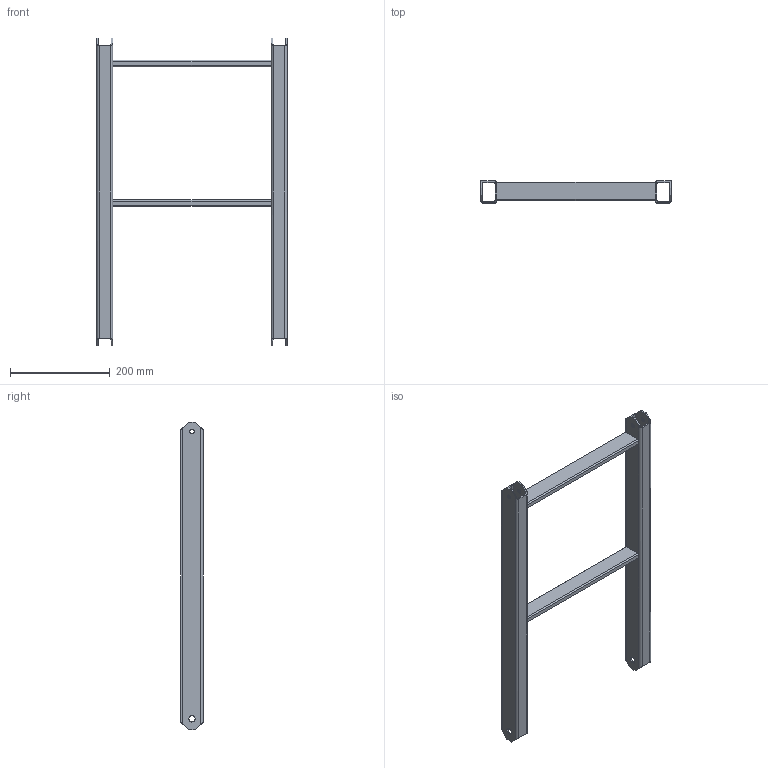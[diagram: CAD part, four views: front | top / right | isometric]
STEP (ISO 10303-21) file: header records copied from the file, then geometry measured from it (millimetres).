
FILE_DESCRIPTION( ( '' ), ' ' );
FILE_NAME( '5db05e297c5a3715b774b488.step', '2019-10-23T14:05:29', ( '' ), ( '' ), ' ', ' ', ' ' );
FILE_SCHEMA( ( 'AUTOMOTIVE_DESIGN { 1 0 10303 214 1 1 1 1 }' ) );
Length unit declared in the file: metre
Products named in the file (1): Part 87
Bounding box: 381 x 44.45 x 615.95 mm (x, y, z)
Volume: 799292.9 mm3; surface area: 390652.6 mm2
Topology: 1 solids, 1 shells, 107 faces, 257 edges, 150 vertices
Faces by surface type: plane 75, cylinder 20, bspline 12
Full cylindrical faces by diameter (mm): 8.89 x4, 12.7 x4
Entity records: 6468 total; most frequent: CARTESIAN_POINT 3264, ORIENTED_EDGE 498, DIRECTION 409, EDGE_CURVE 249, LINE 185, VECTOR 185, VERTEX_POINT 150, EDGE_LOOP 131
